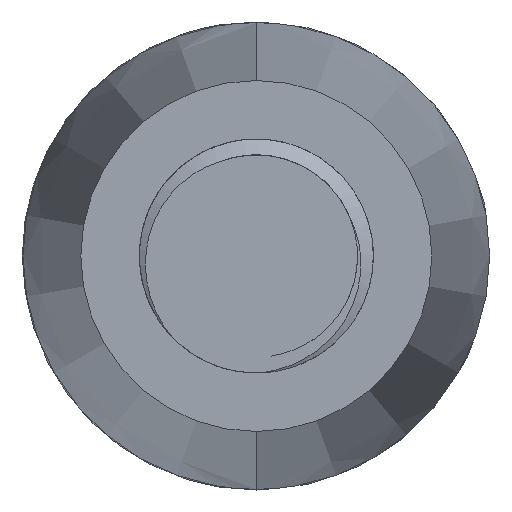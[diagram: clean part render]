
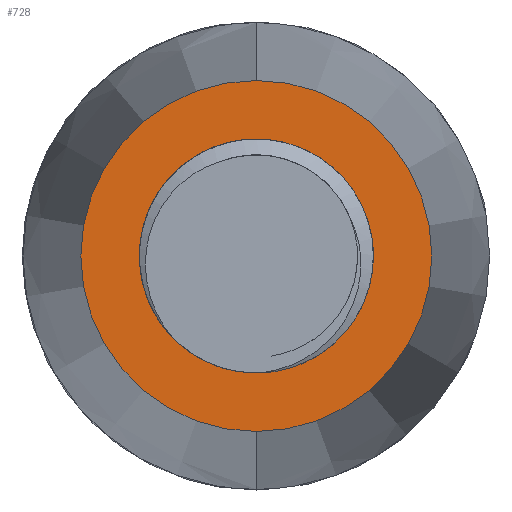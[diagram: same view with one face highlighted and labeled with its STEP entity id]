
A CAD part, left-side view. The second image highlights one B-rep face of the part: STEP entity #728.
In plain terms, the highlighted planar face has unit normal (-1, 0, 0).
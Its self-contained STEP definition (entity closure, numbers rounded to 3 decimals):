
#14 = CARTESIAN_POINT ( 'NONE',  ( 12., -5.721, -1.842 ) ) ;
#21 = B_SPLINE_CURVE_WITH_KNOTS ( 'NONE', 3,
 ( #1771, #669, #1086, #2633, #272, #1737, #1098, #913, #1298, #2227, #2008, #442, #1329, #14, #683, #471, #1995, #2196, #257, #44, #1355, #1111, #925, #2645, #1784, #870, #1957, #1983, #2383, #1315, #2658, #696, #2604, #708, #485, #654, #1971, #2427, #1578, #886, #2443, #2168, #218, #1591, #112, #2022, #553, #2484, #513, #2067, #501, #967, #337, #1209, #2498, #1824, #1630, #1421, #2052, #2083, #981, #778, #128, #2289 ),
 .UNSPECIFIED., .F., .F.,
 ( 4, 2, 2, 2, 2, 2, 2, 2, 2, 2, 2, 2, 2, 2, 2, 2, 2, 2, 2, 2, 2, 2, 2, 2, 2, 2, 2, 2, 2, 2, 2, 4 ),
 ( 0., 0.002, 0.003, 0.004, 0.005, 0.006, 0.007, 0.008, 0.009, 0.01, 0.011, 0.012, 0.013, 0.014, 0.015, 0.016, 0.017, 0.018, 0.019, 0.021, 0.022, 0.023, 0.024, 0.025, 0.026, 0.027, 0.028, 0.029, 0.03, 0.031, 0.032, 0.033 ),
 .UNSPECIFIED. ) ;
#44 = CARTESIAN_POINT ( 'NONE',  ( 12., -5.884, 1.222 ) ) ;
#51 = VERTEX_POINT ( 'NONE', #663 ) ;
#112 = CARTESIAN_POINT ( 'NONE',  ( 12., 4.105, 4.389 ) ) ;
#128 = CARTESIAN_POINT ( 'NONE',  ( 12., 4.488, -3.997 ) ) ;
#129 = DIRECTION ( 'NONE',  ( 1., 0., 0. ) ) ;
#202 = EDGE_LOOP ( 'NONE', ( #1516, #1313 ) ) ;
#212 = VERTEX_POINT ( 'NONE', #1416 ) ;
#218 = CARTESIAN_POINT ( 'NONE',  ( 12., 3.297, 5.025 ) ) ;
#257 = CARTESIAN_POINT ( 'NONE',  ( 12., -5.986, 0.539 ) ) ;
#272 = CARTESIAN_POINT ( 'NONE',  ( 12., -2.659, -5.389 ) ) ;
#337 = CARTESIAN_POINT ( 'NONE',  ( 12., 5.958, 0.79 ) ) ;
#442 = CARTESIAN_POINT ( 'NONE',  ( 12., -5.324, -2.788 ) ) ;
#469 = DIRECTION ( 'NONE',  ( -1., 0., 0. ) ) ;
#471 = CARTESIAN_POINT ( 'NONE',  ( 12., -5.952, -0.832 ) ) ;
#483 = CARTESIAN_POINT ( 'NONE',  ( 12., 0., 0. ) ) ;
#485 = CARTESIAN_POINT ( 'NONE',  ( 12., -0.639, 5.976 ) ) ;
#501 = CARTESIAN_POINT ( 'NONE',  ( 12., 5.736, 1.793 ) ) ;
#513 = CARTESIAN_POINT ( 'NONE',  ( 12., 5.344, 2.75 ) ) ;
#526 = FACE_OUTER_BOUND ( 'NONE', #202, .T. ) ;
#550 = CARTESIAN_POINT ( 'NONE',  ( 12., 0., 0. ) ) ;
#553 = CARTESIAN_POINT ( 'NONE',  ( 12., 4.797, 3.621 ) ) ;
#654 = CARTESIAN_POINT ( 'NONE',  ( 12., 0.048, 6.01 ) ) ;
#663 = CARTESIAN_POINT ( 'NONE',  ( 12., 0., -9. ) ) ;
#669 = CARTESIAN_POINT ( 'NONE',  ( 12., -0.694, -6. ) ) ;
#683 = CARTESIAN_POINT ( 'NONE',  ( 12., -5.817, -1.51 ) ) ;
#695 = CARTESIAN_POINT ( 'NONE',  ( 12., 4.243, -4.243 ) ) ;
#696 = CARTESIAN_POINT ( 'NONE',  ( 12., -1.979, 5.675 ) ) ;
#708 = CARTESIAN_POINT ( 'NONE',  ( 12., -0.985, 5.929 ) ) ;
#728 = ADVANCED_FACE ( 'NONE', ( #2471, #526 ), #1825, .F. ) ;
#763 = ORIENTED_EDGE ( 'NONE', *, *, #2784, .F. ) ;
#778 = CARTESIAN_POINT ( 'NONE',  ( 12., 4.712, -3.73 ) ) ;
#842 = CARTESIAN_POINT ( 'NONE',  ( 12., 0., 9. ) ) ;
#852 = CIRCLE ( 'NONE', #2305, 9. ) ;
#870 = CARTESIAN_POINT ( 'NONE',  ( 12., -4.522, 3.959 ) ) ;
#886 = CARTESIAN_POINT ( 'NONE',  ( 12., 2.069, 5.642 ) ) ;
#913 = CARTESIAN_POINT ( 'NONE',  ( 12., -4.074, -4.418 ) ) ;
#925 = CARTESIAN_POINT ( 'NONE',  ( 12., -5.454, 2.524 ) ) ;
#940 = AXIS2_PLACEMENT_3D ( 'NONE', #1593, #2472, #1211 ) ;
#967 = CARTESIAN_POINT ( 'NONE',  ( 12., 5.903, 1.127 ) ) ;
#981 = CARTESIAN_POINT ( 'NONE',  ( 12., 5.107, -3.168 ) ) ;
#1043 = EDGE_CURVE ( 'NONE', #51, #2643, #2754, .T. ) ;
#1086 = CARTESIAN_POINT ( 'NONE',  ( 12., -1.369, -5.883 ) ) ;
#1096 = EDGE_LOOP ( 'NONE', ( #2355, #763 ) ) ;
#1098 = CARTESIAN_POINT ( 'NONE',  ( 12., -3.539, -4.858 ) ) ;
#1111 = CARTESIAN_POINT ( 'NONE',  ( 12., -5.591, 2.204 ) ) ;
#1209 = CARTESIAN_POINT ( 'NONE',  ( 12., 6.009, 0.105 ) ) ;
#1211 = DIRECTION ( 'NONE',  ( 0., 0., 1. ) ) ;
#1298 = CARTESIAN_POINT ( 'NONE',  ( 12., -4.319, -4.179 ) ) ;
#1313 = ORIENTED_EDGE ( 'NONE', *, *, #1043, .T. ) ;
#1315 = CARTESIAN_POINT ( 'NONE',  ( 12., -2.924, 5.25 ) ) ;
#1329 = CARTESIAN_POINT ( 'NONE',  ( 12., -5.474, -2.48 ) ) ;
#1355 = CARTESIAN_POINT ( 'NONE',  ( 12., -5.805, 1.555 ) ) ;
#1364 = DIRECTION ( 'NONE',  ( 0., 0., 1. ) ) ;
#1416 = CARTESIAN_POINT ( 'NONE',  ( 12., 0., -6. ) ) ;
#1421 = CARTESIAN_POINT ( 'NONE',  ( 12., 5.693, -1.925 ) ) ;
#1516 = ORIENTED_EDGE ( 'NONE', *, *, #1941, .T. ) ;
#1567 = EDGE_CURVE ( 'NONE', #2107, #212, #2435, .T. ) ;
#1578 = CARTESIAN_POINT ( 'NONE',  ( 12., 1.411, 5.842 ) ) ;
#1591 = CARTESIAN_POINT ( 'NONE',  ( 12., 3.849, 4.616 ) ) ;
#1593 = CARTESIAN_POINT ( 'NONE',  ( 12., 0., 0. ) ) ;
#1617 = CARTESIAN_POINT ( 'NONE',  ( 12., 6., 0. ) ) ;
#1630 = CARTESIAN_POINT ( 'NONE',  ( 12., 5.876, -1.263 ) ) ;
#1737 = CARTESIAN_POINT ( 'NONE',  ( 12., -3.254, -5.052 ) ) ;
#1762 = AXIS2_PLACEMENT_3D ( 'NONE', #1617, #129, #2686 ) ;
#1771 = CARTESIAN_POINT ( 'NONE',  ( 12., 0., -6. ) ) ;
#1784 = CARTESIAN_POINT ( 'NONE',  ( 12., -4.942, 3.419 ) ) ;
#1824 = CARTESIAN_POINT ( 'NONE',  ( 12., 5.938, -0.927 ) ) ;
#1825 = PLANE ( 'NONE',  #1762 ) ;
#1941 = EDGE_CURVE ( 'NONE', #2643, #51, #852, .T. ) ;
#1957 = CARTESIAN_POINT ( 'NONE',  ( 12., -4.285, 4.214 ) ) ;
#1971 = CARTESIAN_POINT ( 'NONE',  ( 12., 0.39, 5.997 ) ) ;
#1983 = CARTESIAN_POINT ( 'NONE',  ( 12., -3.775, 4.677 ) ) ;
#1995 = CARTESIAN_POINT ( 'NONE',  ( 12., -5.99, -0.491 ) ) ;
#2008 = CARTESIAN_POINT ( 'NONE',  ( 12., -4.969, -3.381 ) ) ;
#2022 = CARTESIAN_POINT ( 'NONE',  ( 12., 4.578, 3.893 ) ) ;
#2052 = CARTESIAN_POINT ( 'NONE',  ( 12., 5.572, -2.252 ) ) ;
#2067 = CARTESIAN_POINT ( 'NONE',  ( 12., 5.622, 2.123 ) ) ;
#2083 = CARTESIAN_POINT ( 'NONE',  ( 12., 5.279, -2.873 ) ) ;
#2107 = VERTEX_POINT ( 'NONE', #695 ) ;
#2168 = CARTESIAN_POINT ( 'NONE',  ( 12., 2.999, 5.208 ) ) ;
#2196 = CARTESIAN_POINT ( 'NONE',  ( 12., -6.007, 0.192 ) ) ;
#2227 = CARTESIAN_POINT ( 'NONE',  ( 12., -4.766, -3.661 ) ) ;
#2289 = CARTESIAN_POINT ( 'NONE',  ( 12., 4.243, -4.243 ) ) ;
#2305 = AXIS2_PLACEMENT_3D ( 'NONE', #483, #469, #2426 ) ;
#2355 = ORIENTED_EDGE ( 'NONE', *, *, #1567, .F. ) ;
#2383 = CARTESIAN_POINT ( 'NONE',  ( 12., -3.502, 4.884 ) ) ;
#2426 = DIRECTION ( 'NONE',  ( 0., 0., 1. ) ) ;
#2427 = CARTESIAN_POINT ( 'NONE',  ( 12., 1.07, 5.914 ) ) ;
#2435 = CIRCLE ( 'NONE', #940, 6. ) ;
#2443 = CARTESIAN_POINT ( 'NONE',  ( 12., 2.387, 5.515 ) ) ;
#2471 = FACE_BOUND ( 'NONE', #1096, .T. ) ;
#2472 = DIRECTION ( 'NONE',  ( -1., 0., 0. ) ) ;
#2484 = CARTESIAN_POINT ( 'NONE',  ( 12., 5.179, 3.05 ) ) ;
#2498 = CARTESIAN_POINT ( 'NONE',  ( 12., 6.005, -0.244 ) ) ;
#2604 = CARTESIAN_POINT ( 'NONE',  ( 12., -1.653, 5.778 ) ) ;
#2623 = AXIS2_PLACEMENT_3D ( 'NONE', #550, #2670, #1364 ) ;
#2633 = CARTESIAN_POINT ( 'NONE',  ( 12., -2.348, -5.533 ) ) ;
#2643 = VERTEX_POINT ( 'NONE', #842 ) ;
#2645 = CARTESIAN_POINT ( 'NONE',  ( 12., -5.129, 3.132 ) ) ;
#2658 = CARTESIAN_POINT ( 'NONE',  ( 12., -2.615, 5.411 ) ) ;
#2670 = DIRECTION ( 'NONE',  ( -1., 0., 0. ) ) ;
#2686 = DIRECTION ( 'NONE',  ( 0., 0., -1. ) ) ;
#2754 = CIRCLE ( 'NONE', #2623, 9. ) ;
#2784 = EDGE_CURVE ( 'NONE', #212, #2107, #21, .T. ) ;
